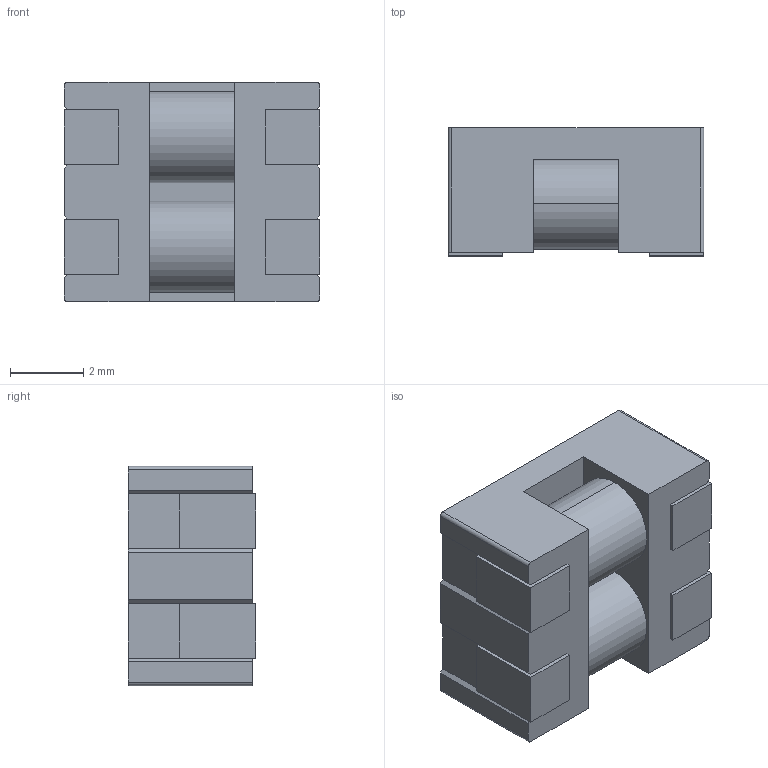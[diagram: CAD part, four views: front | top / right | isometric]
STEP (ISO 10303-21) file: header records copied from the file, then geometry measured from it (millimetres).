
FILE_DESCRIPTION (( 'STEP AP214' ), '1' );
FILE_NAME ('3A1B68DB-EB5E-483E-82D3-CC05E76744FB.STEP', '2022-08-30T01:11:48', ( '' ), ( '' ), 'SwSTEP 2.0', 'SolidWorks 2022', '' );
FILE_SCHEMA (( 'AUTOMOTIVE_DESIGN' ));
Length unit declared in the file: millimetre
Products named in the file (1): 3A1B68DB-EB5E-483E-82D3-CC05E76744FB
Bounding box: 7 x 3.5 x 6 mm (x, y, z)
Volume: 129.9 mm3; surface area: 292.1 mm2
Topology: 7 solids, 7 shells, 74 faces, 180 edges, 120 vertices
Faces by surface type: plane 64, cylinder 10
Entity records: 2584 total; most frequent: CARTESIAN_POINT 375, ORIENTED_EDGE 360, DIRECTION 350, EDGE_CURVE 180, VECTOR 160, LINE 160, VERTEX_POINT 120, AXIS2_PLACEMENT_3D 95
